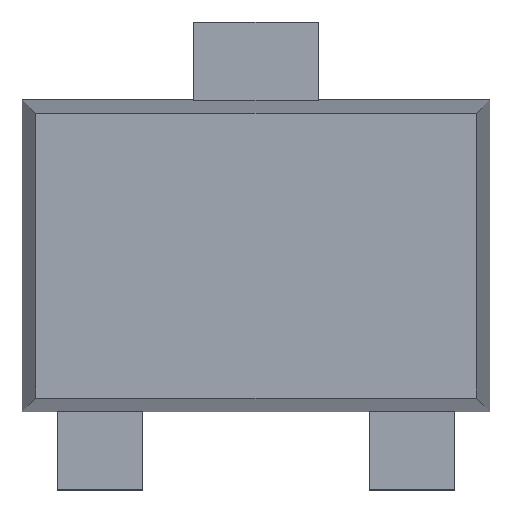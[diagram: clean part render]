
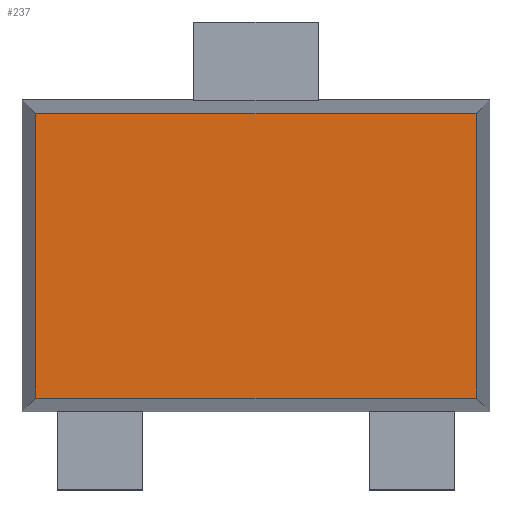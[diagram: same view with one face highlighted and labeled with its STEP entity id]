
A CAD part, top view. The second image highlights one B-rep face of the part: STEP entity #237.
In plain terms, the highlighted planar face has unit normal (0, 0, 1).
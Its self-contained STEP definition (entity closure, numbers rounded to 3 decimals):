
#237=ADVANCED_FACE('',(#752),#751,.T.);
#751=PLANE('',#1049);
#752=FACE_OUTER_BOUND('',#1050,.T.);
#1046=CARTESIAN_POINT('',(-0.678,-0.438,0.5));
#1047=DIRECTION('',(0.,0.,1.));
#1048=DIRECTION('',(1.,0.,0.));
#1049=AXIS2_PLACEMENT_3D('',#1046,#1047,#1048);
#1050=EDGE_LOOP('',(#1306,#1307,#1308,#1309));
#1306=ORIENTED_EDGE('',*,*,#1426,.F.);
#1307=ORIENTED_EDGE('',*,*,#1431,.F.);
#1308=ORIENTED_EDGE('',*,*,#1422,.T.);
#1309=ORIENTED_EDGE('',*,*,#1413,.T.);
#1413=EDGE_CURVE('',#1970,#1963,#1971,.T.);
#1422=EDGE_CURVE('',#2029,#1970,#2030,.T.);
#1426=EDGE_CURVE('',#2048,#1963,#2055,.T.);
#1431=EDGE_CURVE('',#2029,#2048,#2088,.T.);
#1963=VERTEX_POINT('',#2671);
#1970=VERTEX_POINT('',#2675);
#1971=LINE('',#2676,#2677);
#2029=VERTEX_POINT('',#2707);
#2030=LINE('',#2708,#2709);
#2048=VERTEX_POINT('',#2717);
#2055=LINE('',#2721,#2722);
#2088=LINE('',#2739,#2740);
#2671=CARTESIAN_POINT('',(0.565,-0.365,0.5));
#2675=CARTESIAN_POINT('',(-0.565,-0.365,0.5));
#2676=CARTESIAN_POINT('',(-0.565,-0.365,0.5));
#2677=VECTOR('',#2678,1.13);
#2678=DIRECTION('',(1.,0.,0.));
#2707=CARTESIAN_POINT('',(-0.565,0.365,0.5));
#2708=CARTESIAN_POINT('',(-0.565,0.365,0.5));
#2709=VECTOR('',#2710,0.73);
#2710=DIRECTION('',(0.,-1.,0.));
#2717=CARTESIAN_POINT('',(0.565,0.365,0.5));
#2721=CARTESIAN_POINT('',(0.565,0.365,0.5));
#2722=VECTOR('',#2723,0.73);
#2723=DIRECTION('',(0.,-1.,0.));
#2739=CARTESIAN_POINT('',(-0.565,0.365,0.5));
#2740=VECTOR('',#2741,1.13);
#2741=DIRECTION('',(1.,0.,0.));
